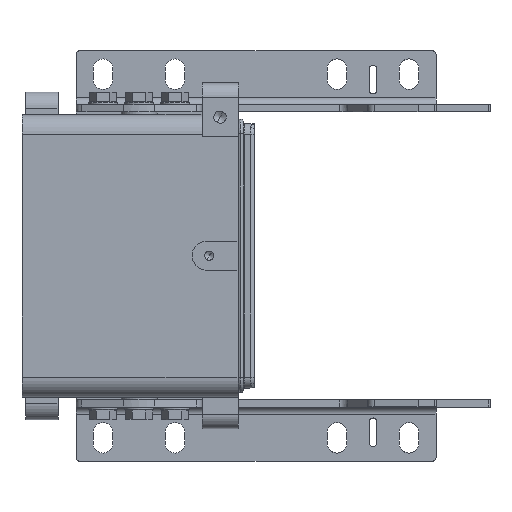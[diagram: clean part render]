
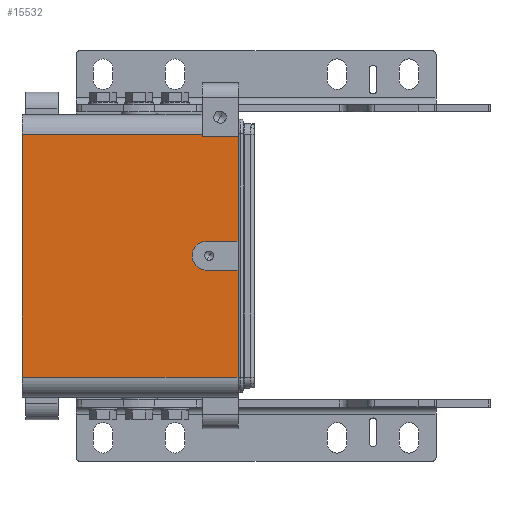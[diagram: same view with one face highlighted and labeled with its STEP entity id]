
A CAD part, top view. The second image highlights one B-rep face of the part: STEP entity #15532.
In plain terms, the highlighted planar face has unit normal (0, 0, 1).
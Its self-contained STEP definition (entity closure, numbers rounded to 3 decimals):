
#15441=AXIS2_PLACEMENT_3D('Plane Axis2P3D',#15438,#15439,#15440) ;
#15508=AXIS2_PLACEMENT_3D('Circle Axis2P3D',#15506,#15507,$) ;
#15412=CARTESIAN_POINT('Line Origine',(110.,180.,81.5)) ;
#15416=CARTESIAN_POINT('Vertex',(120.,180.,81.5)) ;
#15418=CARTESIAN_POINT('Vertex',(100.,180.,81.5)) ;
#15438=CARTESIAN_POINT('Axis2P3D Location',(8.5,181.5,81.5)) ;
#15443=CARTESIAN_POINT('Line Origine',(120.,151.,81.5)) ;
#15447=CARTESIAN_POINT('Vertex',(120.,122.,81.5)) ;
#15450=CARTESIAN_POINT('Line Origine',(100.,180.75,81.5)) ;
#15454=CARTESIAN_POINT('Vertex',(100.,181.5,81.5)) ;
#15457=CARTESIAN_POINT('Line Origine',(50.,181.5,81.5)) ;
#15461=CARTESIAN_POINT('Vertex',(0.,181.5,81.5)) ;
#15464=CARTESIAN_POINT('Line Origine',(0.,114.,81.5)) ;
#15468=CARTESIAN_POINT('Vertex',(0.,46.5,81.5)) ;
#15471=CARTESIAN_POINT('Line Origine',(9.25,46.5,81.5)) ;
#15475=CARTESIAN_POINT('Vertex',(18.5,46.5,81.5)) ;
#15478=CARTESIAN_POINT('Line Origine',(49.25,46.5,81.5)) ;
#15482=CARTESIAN_POINT('Vertex',(80.,46.5,81.5)) ;
#15485=CARTESIAN_POINT('Line Origine',(100.,46.5,81.5)) ;
#15489=CARTESIAN_POINT('Vertex',(120.,46.5,81.5)) ;
#15492=CARTESIAN_POINT('Line Origine',(120.,76.25,81.5)) ;
#15496=CARTESIAN_POINT('Vertex',(120.,106.,81.5)) ;
#15499=CARTESIAN_POINT('Line Origine',(111.25,106.,81.5)) ;
#15503=CARTESIAN_POINT('Vertex',(102.5,106.,81.5)) ;
#15506=CARTESIAN_POINT('Axis2P3D Location',(102.5,114.,81.5)) ;
#15510=CARTESIAN_POINT('Vertex',(102.5,122.,81.5)) ;
#15513=CARTESIAN_POINT('Line Origine',(111.25,122.,81.5)) ;
#15413=DIRECTION('Vector Direction',(-1.,0.,0.)) ;
#15439=DIRECTION('Axis2P3D Direction',(0.,0.,1.)) ;
#15440=DIRECTION('Axis2P3D XDirection',(0.,-1.,0.)) ;
#15444=DIRECTION('Vector Direction',(0.,1.,0.)) ;
#15451=DIRECTION('Vector Direction',(0.,-1.,0.)) ;
#15458=DIRECTION('Vector Direction',(1.,0.,0.)) ;
#15465=DIRECTION('Vector Direction',(0.,-1.,0.)) ;
#15472=DIRECTION('Vector Direction',(1.,0.,0.)) ;
#15479=DIRECTION('Vector Direction',(1.,0.,0.)) ;
#15486=DIRECTION('Vector Direction',(-1.,0.,0.)) ;
#15493=DIRECTION('Vector Direction',(0.,1.,0.)) ;
#15500=DIRECTION('Vector Direction',(-1.,0.,0.)) ;
#15507=DIRECTION('Axis2P3D Direction',(0.,0.,1.)) ;
#15514=DIRECTION('Vector Direction',(-1.,0.,0.)) ;
#15414=VECTOR('Line Direction',#15413,1.) ;
#15445=VECTOR('Line Direction',#15444,1.) ;
#15452=VECTOR('Line Direction',#15451,1.) ;
#15459=VECTOR('Line Direction',#15458,1.) ;
#15466=VECTOR('Line Direction',#15465,1.) ;
#15473=VECTOR('Line Direction',#15472,1.) ;
#15480=VECTOR('Line Direction',#15479,1.) ;
#15487=VECTOR('Line Direction',#15486,1.) ;
#15494=VECTOR('Line Direction',#15493,1.) ;
#15501=VECTOR('Line Direction',#15500,1.) ;
#15515=VECTOR('Line Direction',#15514,1.) ;
#15519=ORIENTED_EDGE('',*,*,#15449,.F.) ;
#15520=ORIENTED_EDGE('',*,*,#15420,.T.) ;
#15521=ORIENTED_EDGE('',*,*,#15456,.F.) ;
#15522=ORIENTED_EDGE('',*,*,#15463,.F.) ;
#15523=ORIENTED_EDGE('',*,*,#15470,.T.) ;
#15524=ORIENTED_EDGE('',*,*,#15477,.T.) ;
#15525=ORIENTED_EDGE('',*,*,#15484,.T.) ;
#15526=ORIENTED_EDGE('',*,*,#15491,.F.) ;
#15527=ORIENTED_EDGE('',*,*,#15498,.F.) ;
#15528=ORIENTED_EDGE('',*,*,#15505,.T.) ;
#15529=ORIENTED_EDGE('',*,*,#15512,.F.) ;
#15530=ORIENTED_EDGE('',*,*,#15517,.F.) ;
#15532=ADVANCED_FACE('SOGH_24B_RSTP.1\\HELICOIL M8x1.25x12',(#15531),#15442,.T.) ;
#15509=CIRCLE('generated circle',#15508,8.) ;
#15420=EDGE_CURVE('',#15417,#15419,#15415,.T.) ;
#15449=EDGE_CURVE('',#15417,#15448,#15446,.F.) ;
#15456=EDGE_CURVE('',#15455,#15419,#15453,.T.) ;
#15463=EDGE_CURVE('',#15462,#15455,#15460,.T.) ;
#15470=EDGE_CURVE('',#15462,#15469,#15467,.T.) ;
#15477=EDGE_CURVE('',#15469,#15476,#15474,.T.) ;
#15484=EDGE_CURVE('',#15476,#15483,#15481,.T.) ;
#15491=EDGE_CURVE('',#15490,#15483,#15488,.T.) ;
#15498=EDGE_CURVE('',#15497,#15490,#15495,.F.) ;
#15505=EDGE_CURVE('',#15497,#15504,#15502,.T.) ;
#15512=EDGE_CURVE('',#15511,#15504,#15509,.T.) ;
#15517=EDGE_CURVE('',#15448,#15511,#15516,.T.) ;
#15518=EDGE_LOOP('',(#15519,#15520,#15521,#15522,#15523,#15524,#15525,#15526,#15527,#15528,#15529,#15530)) ;
#15531=FACE_OUTER_BOUND('',#15518,.T.) ;
#15415=LINE('Line',#15412,#15414) ;
#15446=LINE('Line',#15443,#15445) ;
#15453=LINE('Line',#15450,#15452) ;
#15460=LINE('Line',#15457,#15459) ;
#15467=LINE('Line',#15464,#15466) ;
#15474=LINE('Line',#15471,#15473) ;
#15481=LINE('Line',#15478,#15480) ;
#15488=LINE('Line',#15485,#15487) ;
#15495=LINE('Line',#15492,#15494) ;
#15502=LINE('Line',#15499,#15501) ;
#15516=LINE('Line',#15513,#15515) ;
#15442=PLANE('',#15441) ;
#15417=VERTEX_POINT('',#15416) ;
#15419=VERTEX_POINT('',#15418) ;
#15448=VERTEX_POINT('',#15447) ;
#15455=VERTEX_POINT('',#15454) ;
#15462=VERTEX_POINT('',#15461) ;
#15469=VERTEX_POINT('',#15468) ;
#15476=VERTEX_POINT('',#15475) ;
#15483=VERTEX_POINT('',#15482) ;
#15490=VERTEX_POINT('',#15489) ;
#15497=VERTEX_POINT('',#15496) ;
#15504=VERTEX_POINT('',#15503) ;
#15511=VERTEX_POINT('',#15510) ;
